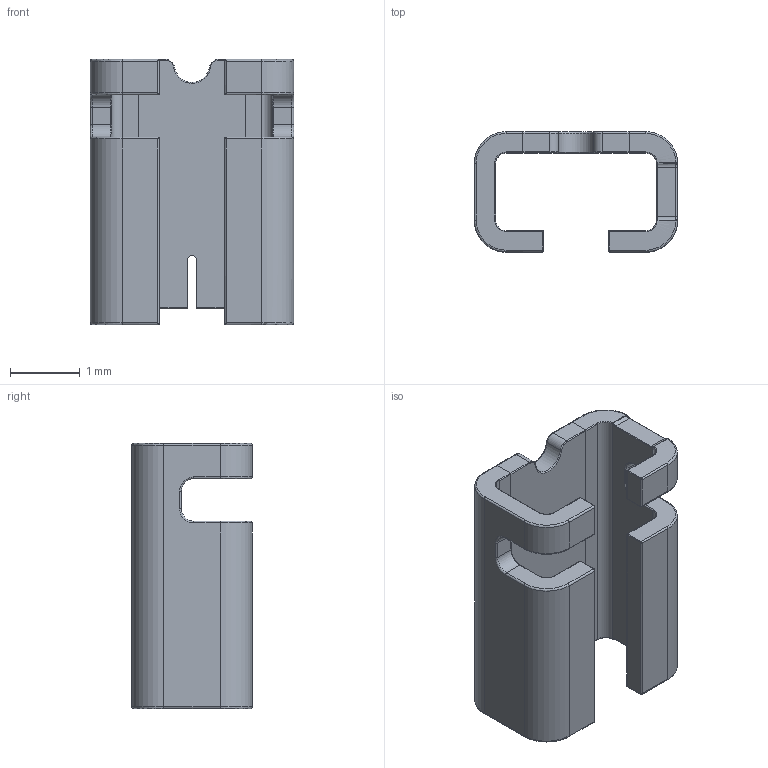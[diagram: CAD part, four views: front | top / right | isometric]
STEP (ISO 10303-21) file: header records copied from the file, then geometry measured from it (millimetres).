
FILE_DESCRIPTION (( 'STEP AP214' ), '1' );
FILE_NAME ('WSK1216L2000FEA.STEP', '2024-06-04T10:59:17', ( '' ), ( '' ), 'SwSTEP 2.0', 'SolidWorks 2022', '' );
FILE_SCHEMA (( 'AUTOMOTIVE_DESIGN' ));
Length unit declared in the file: millimetre
Products named in the file (3): WSK1216L2000FEA; WSK1216-L5_terminals - Copy; WSK1216-L5_element - Copy
Assembly tree (2 placements, depth 2):
  WSK1216L2000FEA
    WSK1216-L5_element - Copy
    WSK1216-L5_terminals - Copy
Bounding box: 2.92 x 1.73 x 3.81 mm (x, y, z)
Volume: 6.9 mm3; surface area: 58.5 mm2
Topology: 3 solids, 3 shells, 240 faces, 558 edges, 296 vertices
Faces by surface type: cylinder 108, bspline 82, plane 50
Entity records: 10169 total; most frequent: CARTESIAN_POINT 2594, ORIENTED_EDGE 1060, DIRECTION 958, EDGE_CURVE 530, AXIS2_PLACEMENT_3D 363, VERTEX_POINT 296, UNCERTAINTY_MEASURE_WITH_UNIT 248, COLOUR_RGB 245
